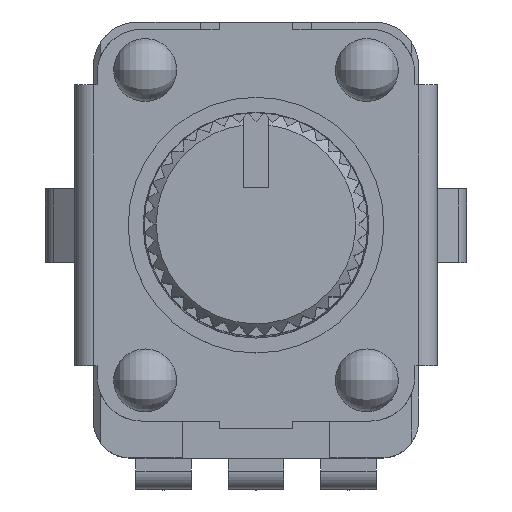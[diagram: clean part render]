
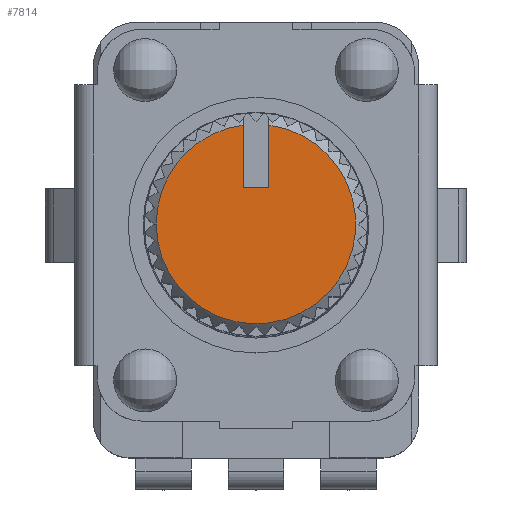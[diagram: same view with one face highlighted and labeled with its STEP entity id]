
A CAD part, top view. The second image highlights one B-rep face of the part: STEP entity #7814.
In plain terms, the highlighted planar face has unit normal (0, 0, 1).
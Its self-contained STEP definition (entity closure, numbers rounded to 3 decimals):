
#6943=CARTESIAN_POINT('',(0.35,2.677,25.0));
#6944=VERTEX_POINT('',#6943);
#6952=CARTESIAN_POINT('',(-2.7,0.0,25.0));
#6953=VERTEX_POINT('',#6952);
#6954=CARTESIAN_POINT('',(-0.0,0.0,25.0));
#6955=DIRECTION('',(0.0,0.0,-1.0));
#6956=DIRECTION('',(-1.0,0.0,-0.0));
#6957=AXIS2_PLACEMENT_3D('',#6954,#6955,#6956);
#6958=CIRCLE('',#6957,2.7);
#6959=EDGE_CURVE('n� 14748',#6944,#6953,#6958,.T.);
#7525=CARTESIAN_POINT('',(-0.35,2.677,25.0));
#7526=VERTEX_POINT('',#7525);
#7527=CARTESIAN_POINT('',(-0.0,0.0,25.0));
#7528=DIRECTION('',(0.0,0.0,-1.0));
#7529=DIRECTION('',(-1.0,0.0,-0.0));
#7530=AXIS2_PLACEMENT_3D('',#7527,#7528,#7529);
#7531=CIRCLE('',#7530,2.7);
#7532=EDGE_CURVE('n� 14747',#6953,#7526,#7531,.T.);
#7783=ORIENTED_EDGE('',*,*,#6959,.F.);
#7784=CARTESIAN_POINT('',(0.35,1.0,25.0));
#7785=VERTEX_POINT('',#7784);
#7786=CARTESIAN_POINT('',(0.35,3.556,25.0));
#7787=DIRECTION('',(0.0,-1.0,0.0));
#7788=VECTOR('',#7787,1.0);
#7789=LINE('',#7786,#7788);
#7790=EDGE_CURVE('n� 14663',#6944,#7785,#7789,.T.);
#7791=ORIENTED_EDGE('',*,*,#7790,.T.);
#7792=CARTESIAN_POINT('',(-0.35,1.0,25.0));
#7793=VERTEX_POINT('',#7792);
#7794=CARTESIAN_POINT('',(-0.0,1.0,25.0));
#7795=DIRECTION('',(1.0,0.0,0.0));
#7796=VECTOR('',#7795,1.0);
#7797=LINE('',#7794,#7796);
#7798=EDGE_CURVE('n� 14751',#7793,#7785,#7797,.T.);
#7799=ORIENTED_EDGE('',*,*,#7798,.F.);
#7800=CARTESIAN_POINT('',(-0.35,0.0,25.0));
#7801=DIRECTION('',(0.0,-1.0,0.0));
#7802=VECTOR('',#7801,1.0);
#7803=LINE('',#7800,#7802);
#7804=EDGE_CURVE('n� 14752',#7526,#7793,#7803,.T.);
#7805=ORIENTED_EDGE('',*,*,#7804,.F.);
#7806=ORIENTED_EDGE('',*,*,#7532,.F.);
#7807=EDGE_LOOP('',(#7783,#7791,#7799,#7805,#7806));
#7808=FACE_OUTER_BOUND('',#7807,.T.);
#7809=CARTESIAN_POINT('',(-0.0,0.0,25.0));
#7810=DIRECTION('',(0.0,-0.0,-1.0));
#7811=DIRECTION('',(-1.0,0.0,-0.0));
#7812=AXIS2_PLACEMENT_3D('',#7809,#7810,#7811);
#7813=PLANE('',#7812);
#7814=ADVANCED_FACE('n� 14744',(#7808),#7813,.F.);
